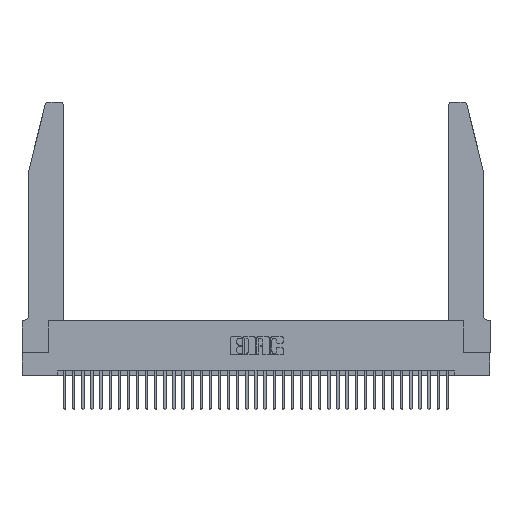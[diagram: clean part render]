
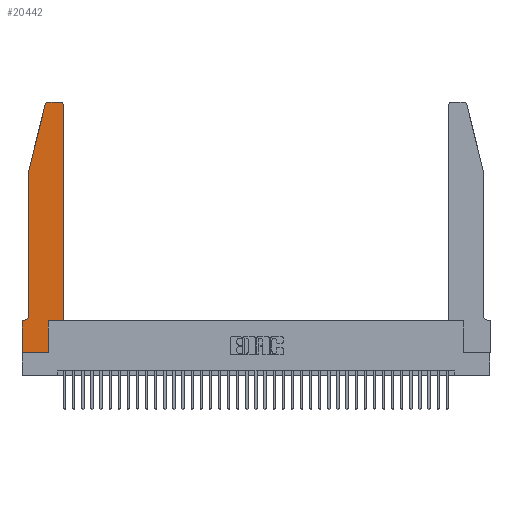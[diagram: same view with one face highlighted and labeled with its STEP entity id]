
A CAD part, top view. The second image highlights one B-rep face of the part: STEP entity #20442.
In plain terms, the highlighted planar face has unit normal (0, 0, 1).
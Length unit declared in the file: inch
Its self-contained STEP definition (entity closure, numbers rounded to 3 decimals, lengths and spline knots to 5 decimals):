
#74 = VERTEX_POINT ( 'NONE', #31978 ) ;
#352 = DIRECTION ( 'NONE',  ( 1., 0., 0. ) ) ;
#1323 = VERTEX_POINT ( 'NONE', #18177 ) ;
#2272 = CARTESIAN_POINT ( 'NONE',  ( 0.0755, 2., 0.37 ) ) ;
#3410 = LINE ( 'NONE', #23409, #15422 ) ;
#3418 = EDGE_CURVE ( 'NONE', #15665, #18170, #23851, .T. ) ;
#3507 = CARTESIAN_POINT ( 'NONE',  ( 0., 0., 0.37 ) ) ;
#4342 = EDGE_CURVE ( 'NONE', #27041, #15665, #34908, .T. ) ;
#4666 = VERTEX_POINT ( 'NONE', #22398 ) ;
#4987 = DIRECTION ( 'NONE',  ( 0., 1., 0. ) ) ;
#5281 = CARTESIAN_POINT ( 'NONE',  ( 0.0755, 2., 0.37 ) ) ;
#6078 = LINE ( 'NONE', #12122, #24955 ) ;
#6617 = EDGE_CURVE ( 'NONE', #19678, #1323, #29154, .T. ) ;
#7424 = AXIS2_PLACEMENT_3D ( 'NONE', #26183, #17127, #25784 ) ;
#7769 = LINE ( 'NONE', #3507, #12829 ) ;
#7830 = CARTESIAN_POINT ( 'NONE',  ( 0.4505, 2.72, 0.37 ) ) ;
#8172 = CARTESIAN_POINT ( 'NONE',  ( 0.0055, 0.42, 0.37 ) ) ;
#9165 = ORIENTED_EDGE ( 'NONE', *, *, #6617, .T. ) ;
#9372 = ORIENTED_EDGE ( 'NONE', *, *, #35007, .T. ) ;
#9638 = VERTEX_POINT ( 'NONE', #31479 ) ;
#9852 = VECTOR ( 'NONE', #16986, 39.37008 ) ;
#10272 = CARTESIAN_POINT ( 'NONE',  ( 0.4205, 2.75, 0.37 ) ) ;
#10977 = LINE ( 'NONE', #33334, #32274 ) ;
#11726 = LINE ( 'NONE', #2272, #31575 ) ;
#11993 = EDGE_CURVE ( 'NONE', #1323, #74, #3410, .T. ) ;
#12122 = CARTESIAN_POINT ( 'NONE',  ( 0., 0., 0.37 ) ) ;
#12205 = ORIENTED_EDGE ( 'NONE', *, *, #20436, .T. ) ;
#12747 = CARTESIAN_POINT ( 'NONE',  ( 0., 0., 0.37 ) ) ;
#12829 = VECTOR ( 'NONE', #24665, 39.37008 ) ;
#13282 = LINE ( 'NONE', #22657, #23452 ) ;
#13410 = DIRECTION ( 'NONE',  ( 0., 0., 1. ) ) ;
#14034 = PLANE ( 'NONE',  #7424 ) ;
#14218 = DIRECTION ( 'NONE',  ( -1., 0., 0. ) ) ;
#14551 = VECTOR ( 'NONE', #20611, 39.37008 ) ;
#15233 = ORIENTED_EDGE ( 'NONE', *, *, #35244, .T. ) ;
#15422 = VECTOR ( 'NONE', #14218, 39.37008 ) ;
#15434 = ORIENTED_EDGE ( 'NONE', *, *, #16025, .T. ) ;
#15665 = VERTEX_POINT ( 'NONE', #7830 ) ;
#16025 = EDGE_CURVE ( 'NONE', #74, #35136, #6078, .T. ) ;
#16387 = CARTESIAN_POINT ( 'NONE',  ( 0.25487, 2.72718, 0.37 ) ) ;
#16986 = DIRECTION ( 'NONE',  ( 0., -1., 0. ) ) ;
#17127 = DIRECTION ( 'NONE',  ( 0., 0., 1. ) ) ;
#17707 = EDGE_CURVE ( 'NONE', #35136, #35422, #7769, .T. ) ;
#17755 = AXIS2_PLACEMENT_3D ( 'NONE', #8172, #28309, #20265 ) ;
#18170 = VERTEX_POINT ( 'NONE', #10272 ) ;
#18177 = CARTESIAN_POINT ( 'NONE',  ( 0.0055, 0.35, 0.37 ) ) ;
#18595 = FACE_OUTER_BOUND ( 'NONE', #36886, .T. ) ;
#19012 = CARTESIAN_POINT ( 'NONE',  ( 0.284, 2.75, 0.37 ) ) ;
#19678 = VERTEX_POINT ( 'NONE', #31178 ) ;
#20078 = DIRECTION ( 'NONE',  ( -0.239, -0.971, 0. ) ) ;
#20265 = DIRECTION ( 'NONE',  ( -1., 0., 0. ) ) ;
#20388 = EDGE_CURVE ( 'NONE', #22329, #34573, #31133, .T. ) ;
#20436 = EDGE_CURVE ( 'NONE', #34573, #4666, #11726, .T. ) ;
#20442 = ADVANCED_FACE ( 'NONE', ( #18595 ), #14034, .T. ) ;
#20567 = EDGE_CURVE ( 'NONE', #4666, #19678, #22309, .T. ) ;
#20611 = DIRECTION ( 'NONE',  ( 0., 1., 0. ) ) ;
#21306 = ORIENTED_EDGE ( 'NONE', *, *, #11993, .T. ) ;
#22309 = LINE ( 'NONE', #5281, #9852 ) ;
#22329 = VERTEX_POINT ( 'NONE', #19012 ) ;
#22398 = CARTESIAN_POINT ( 'NONE',  ( 0.0755, 2., 0.37 ) ) ;
#22657 = CARTESIAN_POINT ( 'NONE',  ( 0.2865, 0.35, 0.37 ) ) ;
#23409 = CARTESIAN_POINT ( 'NONE',  ( 0.0755, 0.35, 0.37 ) ) ;
#23452 = VECTOR ( 'NONE', #4987, 39.37008 ) ;
#23851 = CIRCLE ( 'NONE', #28328, 0.03 ) ;
#24340 = ORIENTED_EDGE ( 'NONE', *, *, #20388, .T. ) ;
#24665 = DIRECTION ( 'NONE',  ( 1., 0., 0. ) ) ;
#24955 = VECTOR ( 'NONE', #35821, 39.37008 ) ;
#25739 = CARTESIAN_POINT ( 'NONE',  ( 0.4505, 0.35, 0.37 ) ) ;
#25784 = DIRECTION ( 'NONE',  ( 1., 0., 0. ) ) ;
#26183 = CARTESIAN_POINT ( 'NONE',  ( 0., 0.35, 0.37 ) ) ;
#27041 = VERTEX_POINT ( 'NONE', #25739 ) ;
#27073 = ORIENTED_EDGE ( 'NONE', *, *, #20567, .T. ) ;
#27533 = ORIENTED_EDGE ( 'NONE', *, *, #4342, .T. ) ;
#28309 = DIRECTION ( 'NONE',  ( 0., 0., -1. ) ) ;
#28328 = AXIS2_PLACEMENT_3D ( 'NONE', #32870, #35869, #352 ) ;
#28388 = DIRECTION ( 'NONE',  ( 1., 0., 0. ) ) ;
#29154 = CIRCLE ( 'NONE', #17755, 0.07 ) ;
#31126 = CARTESIAN_POINT ( 'NONE',  ( 0.284, 2.72, 0.37 ) ) ;
#31133 = CIRCLE ( 'NONE', #33182, 0.03 ) ;
#31178 = CARTESIAN_POINT ( 'NONE',  ( 0.0755, 0.42, 0.37 ) ) ;
#31479 = CARTESIAN_POINT ( 'NONE',  ( 0.2865, 0.35, 0.37 ) ) ;
#31575 = VECTOR ( 'NONE', #20078, 39.37008 ) ;
#31978 = CARTESIAN_POINT ( 'NONE',  ( 0., 0.35, 0.37 ) ) ;
#32063 = LINE ( 'NONE', #35653, #32998 ) ;
#32274 = VECTOR ( 'NONE', #33203, 39.37008 ) ;
#32870 = CARTESIAN_POINT ( 'NONE',  ( 0.4205, 2.72, 0.37 ) ) ;
#32907 = ORIENTED_EDGE ( 'NONE', *, *, #3418, .T. ) ;
#32998 = VECTOR ( 'NONE', #38215, 39.37008 ) ;
#33182 = AXIS2_PLACEMENT_3D ( 'NONE', #31126, #13410, #28388 ) ;
#33203 = DIRECTION ( 'NONE',  ( -1., 0., 0. ) ) ;
#33334 = CARTESIAN_POINT ( 'NONE',  ( 0.2605, 2.75, 0.37 ) ) ;
#33398 = ORIENTED_EDGE ( 'NONE', *, *, #17707, .T. ) ;
#34573 = VERTEX_POINT ( 'NONE', #16387 ) ;
#34908 = LINE ( 'NONE', #35306, #14551 ) ;
#35007 = EDGE_CURVE ( 'NONE', #18170, #22329, #10977, .T. ) ;
#35136 = VERTEX_POINT ( 'NONE', #12747 ) ;
#35244 = EDGE_CURVE ( 'NONE', #35422, #9638, #13282, .T. ) ;
#35306 = CARTESIAN_POINT ( 'NONE',  ( 0.4505, 0.35, 0.37 ) ) ;
#35422 = VERTEX_POINT ( 'NONE', #37750 ) ;
#35653 = CARTESIAN_POINT ( 'NONE',  ( 0.4505, 0.35, 0.37 ) ) ;
#35821 = DIRECTION ( 'NONE',  ( 0., -1., 0. ) ) ;
#35869 = DIRECTION ( 'NONE',  ( 0., 0., 1. ) ) ;
#35972 = ORIENTED_EDGE ( 'NONE', *, *, #37467, .T. ) ;
#36886 = EDGE_LOOP ( 'NONE', ( #9372, #24340, #12205, #27073, #9165, #21306, #15434, #33398, #15233, #35972, #27533, #32907 ) ) ;
#37467 = EDGE_CURVE ( 'NONE', #9638, #27041, #32063, .T. ) ;
#37750 = CARTESIAN_POINT ( 'NONE',  ( 0.2865, 0., 0.37 ) ) ;
#38215 = DIRECTION ( 'NONE',  ( 1., 0., 0. ) ) ;
